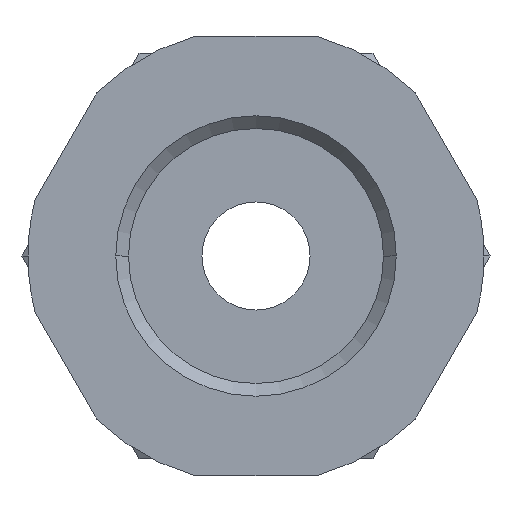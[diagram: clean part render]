
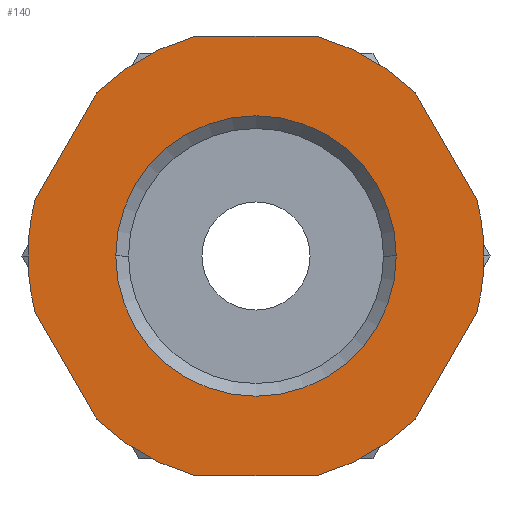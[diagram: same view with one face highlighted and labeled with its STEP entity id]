
A CAD part, front view. The second image highlights one B-rep face of the part: STEP entity #140.
In plain terms, the highlighted planar face has unit normal (0, -1, 0).
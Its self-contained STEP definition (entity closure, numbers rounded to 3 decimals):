
#140=ADVANCED_FACE('',(#362,#363),#364,.T.);
#362=FACE_BOUND('',#677,.T.);
#363=FACE_OUTER_BOUND('',#678,.T.);
#364=PLANE('',#679);
#677=EDGE_LOOP('',(#1031,#1032));
#678=EDGE_LOOP('',(#1033,#1034,#1035,#1036,#1037,#1038,#1039,#1040,#1041,#1042,#1043,#1044,#1045,#1046));
#679=AXIS2_PLACEMENT_3D('',#1047,#1048,#1049);
#1031=ORIENTED_EDGE('',*,*,#1820,.T.);
#1032=ORIENTED_EDGE('',*,*,#1821,.T.);
#1033=ORIENTED_EDGE('',*,*,#1786,.T.);
#1034=ORIENTED_EDGE('',*,*,#1822,.F.);
#1035=ORIENTED_EDGE('',*,*,#1823,.T.);
#1036=ORIENTED_EDGE('',*,*,#1824,.F.);
#1037=ORIENTED_EDGE('',*,*,#1796,.T.);
#1038=ORIENTED_EDGE('',*,*,#1825,.F.);
#1039=ORIENTED_EDGE('',*,*,#1826,.F.);
#1040=ORIENTED_EDGE('',*,*,#1801,.T.);
#1041=ORIENTED_EDGE('',*,*,#1827,.F.);
#1042=ORIENTED_EDGE('',*,*,#1828,.T.);
#1043=ORIENTED_EDGE('',*,*,#1829,.F.);
#1044=ORIENTED_EDGE('',*,*,#1830,.T.);
#1045=ORIENTED_EDGE('',*,*,#1831,.F.);
#1046=ORIENTED_EDGE('',*,*,#1832,.F.);
#1047=CARTESIAN_POINT('',(6.75,0.0,0.0));
#1048=DIRECTION('',(-0.0,-1.0,-0.0));
#1049=DIRECTION('',(-1.0,0.0,0.0));
#1786=EDGE_CURVE('',#2106,#2103,#2107,.T.);
#1796=EDGE_CURVE('',#2124,#2121,#2125,.T.);
#1801=EDGE_CURVE('',#2133,#2130,#2134,.T.);
#1820=EDGE_CURVE('',#2166,#2167,#2168,.T.);
#1821=EDGE_CURVE('',#2167,#2166,#2169,.T.);
#1822=EDGE_CURVE('',#2170,#2103,#2171,.T.);
#1823=EDGE_CURVE('',#2170,#2172,#2173,.T.);
#1824=EDGE_CURVE('',#2124,#2172,#2174,.T.);
#1825=EDGE_CURVE('',#2175,#2121,#2176,.T.);
#1826=EDGE_CURVE('',#2133,#2175,#2177,.T.);
#1827=EDGE_CURVE('',#2178,#2130,#2179,.T.);
#1828=EDGE_CURVE('',#2178,#2180,#2181,.T.);
#1829=EDGE_CURVE('',#2182,#2180,#2183,.T.);
#1830=EDGE_CURVE('',#2182,#2184,#2185,.T.);
#1831=EDGE_CURVE('',#2186,#2184,#2187,.T.);
#1832=EDGE_CURVE('',#2106,#2186,#2188,.T.);
#2103=VERTEX_POINT('',#2545);
#2106=VERTEX_POINT('',#2549);
#2107=LINE('',#2550,#2551);
#2121=VERTEX_POINT('',#2569);
#2124=VERTEX_POINT('',#2573);
#2125=LINE('',#2574,#2575);
#2130=VERTEX_POINT('',#2582);
#2133=VERTEX_POINT('',#2586);
#2134=LINE('',#2587,#2588);
#2166=VERTEX_POINT('',#2628);
#2167=VERTEX_POINT('',#2629);
#2168=CIRCLE('',#2630,8.305);
#2169=CIRCLE('',#2631,8.305);
#2170=VERTEX_POINT('',#2632);
#2171=CIRCLE('',#2633,13.5);
#2172=VERTEX_POINT('',#2634);
#2173=LINE('',#2635,#2636);
#2174=CIRCLE('',#2637,13.5);
#2175=VERTEX_POINT('',#2638);
#2176=CIRCLE('',#2639,13.5);
#2177=CIRCLE('',#2640,13.5);
#2178=VERTEX_POINT('',#2641);
#2179=CIRCLE('',#2642,13.5);
#2180=VERTEX_POINT('',#2643);
#2181=LINE('',#2644,#2645);
#2182=VERTEX_POINT('',#2646);
#2183=CIRCLE('',#2647,13.5);
#2184=VERTEX_POINT('',#2648);
#2185=LINE('',#2649,#2650);
#2186=VERTEX_POINT('',#2651);
#2187=CIRCLE('',#2652,13.5);
#2188=CIRCLE('',#2653,13.5);
#2545=CARTESIAN_POINT('',(-9.438,0.0,-9.652));
#2549=CARTESIAN_POINT('',(-13.078,0.0,-3.348));
#2550=CARTESIAN_POINT('',(-10.415,0.0,-7.961));
#2551=VECTOR('',#3325,1.0);
#2569=CARTESIAN_POINT('',(13.078,0.0,-3.348));
#2573=CARTESIAN_POINT('',(9.438,0.0,-9.652));
#2574=CARTESIAN_POINT('',(12.102,0.0,-5.039));
#2575=VECTOR('',#3337,1.0);
#2582=CARTESIAN_POINT('',(9.438,0.0,9.652));
#2586=CARTESIAN_POINT('',(13.078,0.0,3.348));
#2587=CARTESIAN_POINT('',(12.102,0.0,5.039));
#2588=VECTOR('',#3341,1.0);
#2628=CARTESIAN_POINT('',(-8.305,0.0,0.));
#2629=CARTESIAN_POINT('',(8.305,0.0,0.));
#2630=AXIS2_PLACEMENT_3D('',#3368,#3369,#3370);
#2631=AXIS2_PLACEMENT_3D('',#3371,#3372,#3373);
#2632=CARTESIAN_POINT('',(-3.64,0.0,-13.0));
#2633=AXIS2_PLACEMENT_3D('',#3374,#3375,#3376);
#2634=CARTESIAN_POINT('',(3.64,0.0,-13.0));
#2635=CARTESIAN_POINT('',(3.375,0.0,-13.0));
#2636=VECTOR('',#3377,1.0);
#2637=AXIS2_PLACEMENT_3D('',#3378,#3379,#3380);
#2638=CARTESIAN_POINT('',(13.5,0.0,0.));
#2639=AXIS2_PLACEMENT_3D('',#3381,#3382,#3383);
#2640=AXIS2_PLACEMENT_3D('',#3384,#3385,#3386);
#2641=CARTESIAN_POINT('',(3.64,0.0,13.0));
#2642=AXIS2_PLACEMENT_3D('',#3387,#3388,#3389);
#2643=CARTESIAN_POINT('',(-3.64,0.0,13.0));
#2644=CARTESIAN_POINT('',(3.375,0.0,13.0));
#2645=VECTOR('',#3390,1.0);
#2646=CARTESIAN_POINT('',(-9.438,0.0,9.652));
#2647=AXIS2_PLACEMENT_3D('',#3391,#3392,#3393);
#2648=CARTESIAN_POINT('',(-13.078,0.0,3.348));
#2649=CARTESIAN_POINT('',(-10.415,0.0,7.961));
#2650=VECTOR('',#3394,1.0);
#2651=CARTESIAN_POINT('',(-13.5,0.0,0.));
#2652=AXIS2_PLACEMENT_3D('',#3395,#3396,#3397);
#2653=AXIS2_PLACEMENT_3D('',#3398,#3399,#3400);
#3325=DIRECTION('',(0.5,0.0,-0.866));
#3337=DIRECTION('',(0.5,-0.0,0.866));
#3341=DIRECTION('',(-0.5,0.0,0.866));
#3368=CARTESIAN_POINT('',(0.0,0.0,0.0));
#3369=DIRECTION('',(-0.0,1.0,0.0));
#3370=DIRECTION('',(1.0,0.0,0.0));
#3371=CARTESIAN_POINT('',(0.0,0.0,0.0));
#3372=DIRECTION('',(-0.0,1.0,0.0));
#3373=DIRECTION('',(1.0,0.0,0.0));
#3374=CARTESIAN_POINT('',(0.0,0.0,0.0));
#3375=DIRECTION('',(-0.0,1.0,0.0));
#3376=DIRECTION('',(1.0,0.0,0.0));
#3377=DIRECTION('',(1.0,-0.0,0.0));
#3378=CARTESIAN_POINT('',(0.0,0.0,0.0));
#3379=DIRECTION('',(-0.0,1.0,0.0));
#3380=DIRECTION('',(1.0,0.0,0.0));
#3381=CARTESIAN_POINT('',(0.0,0.0,0.0));
#3382=DIRECTION('',(-0.0,1.0,0.0));
#3383=DIRECTION('',(1.0,0.0,0.0));
#3384=CARTESIAN_POINT('',(0.0,0.0,0.0));
#3385=DIRECTION('',(-0.0,1.0,0.0));
#3386=DIRECTION('',(1.0,0.0,0.0));
#3387=CARTESIAN_POINT('',(0.0,0.0,0.0));
#3388=DIRECTION('',(-0.0,1.0,0.0));
#3389=DIRECTION('',(1.0,0.0,0.0));
#3390=DIRECTION('',(-1.0,0.0,0.));
#3391=CARTESIAN_POINT('',(0.0,0.0,0.0));
#3392=DIRECTION('',(-0.0,1.0,0.0));
#3393=DIRECTION('',(1.0,0.0,0.0));
#3394=DIRECTION('',(-0.5,0.0,-0.866));
#3395=CARTESIAN_POINT('',(0.0,0.0,0.0));
#3396=DIRECTION('',(-0.0,1.0,0.0));
#3397=DIRECTION('',(1.0,0.0,0.0));
#3398=CARTESIAN_POINT('',(0.0,0.0,0.0));
#3399=DIRECTION('',(-0.0,1.0,0.0));
#3400=DIRECTION('',(1.0,0.0,0.0));
